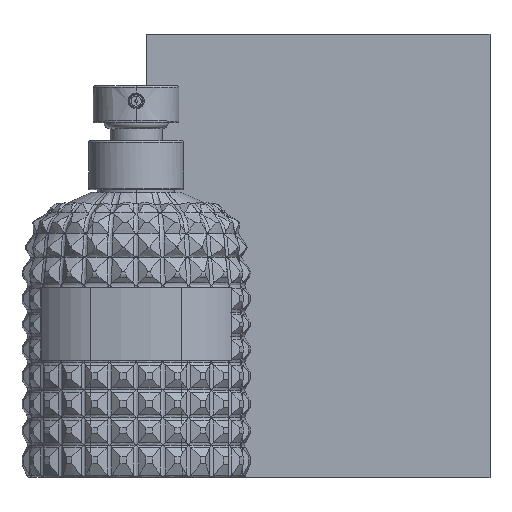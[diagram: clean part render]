
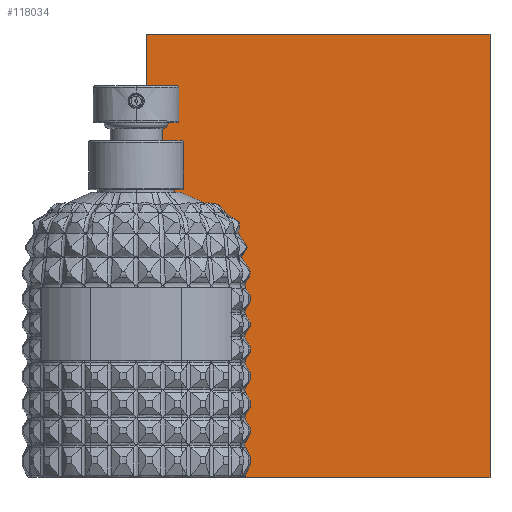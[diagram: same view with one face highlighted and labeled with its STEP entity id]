
A CAD part, top view. The second image highlights one B-rep face of the part: STEP entity #118034.
In plain terms, the highlighted free-form (B-spline) face has degree [1, 1] with [2, 2] control points.
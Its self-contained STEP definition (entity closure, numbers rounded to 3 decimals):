
#118005 = VERTEX_POINT('',#118006);
#118006 = CARTESIAN_POINT('',(46.311,0.,-49.21));
#118011 = EDGE_CURVE('',#118012,#118005,#118014,.T.);
#118012 = VERTEX_POINT('',#118013);
#118013 = CARTESIAN_POINT('',(46.311,164.869,
    -49.21));
#118014 = B_SPLINE_CURVE_WITH_KNOTS('',1,(#118015,#118016),
  .UNSPECIFIED.,.F.,.F.,(2,2),(-0.,145.),.PIECEWISE_BEZIER_KNOTS.);
#118015 = CARTESIAN_POINT('',(46.311,164.869,
    -49.21));
#118016 = CARTESIAN_POINT('',(46.311,0.,-49.21));
#118034 = ADVANCED_FACE('',(#118035),#118057,.F.);
#118035 = FACE_BOUND('',#118036,.T.);
#118036 = EDGE_LOOP('',(#118037,#118044,#118051,#118056));
#118037 = ORIENTED_EDGE('',*,*,#118038,.T.);
#118038 = EDGE_CURVE('',#118005,#118039,#118041,.T.);
#118039 = VERTEX_POINT('',#118040);
#118040 = CARTESIAN_POINT('',(174.227,0.,-49.21));
#118041 = B_SPLINE_CURVE_WITH_KNOTS('',1,(#118042,#118043),
  .UNSPECIFIED.,.F.,.F.,(2,2),(0.,112.5),.PIECEWISE_BEZIER_KNOTS.);
#118042 = CARTESIAN_POINT('',(46.311,0.,-49.21));
#118043 = CARTESIAN_POINT('',(174.227,0.,-49.21));
#118044 = ORIENTED_EDGE('',*,*,#118045,.F.);
#118045 = EDGE_CURVE('',#118046,#118039,#118048,.T.);
#118046 = VERTEX_POINT('',#118047);
#118047 = CARTESIAN_POINT('',(174.227,164.869,
    -49.21));
#118048 = B_SPLINE_CURVE_WITH_KNOTS('',1,(#118049,#118050),
  .UNSPECIFIED.,.F.,.F.,(2,2),(-0.,145.),.PIECEWISE_BEZIER_KNOTS.);
#118049 = CARTESIAN_POINT('',(174.227,164.869,
    -49.21));
#118050 = CARTESIAN_POINT('',(174.227,0.,-49.21));
#118051 = ORIENTED_EDGE('',*,*,#118052,.F.);
#118052 = EDGE_CURVE('',#118012,#118046,#118053,.T.);
#118053 = B_SPLINE_CURVE_WITH_KNOTS('',1,(#118054,#118055),
  .UNSPECIFIED.,.F.,.F.,(2,2),(0.,112.5),.PIECEWISE_BEZIER_KNOTS.);
#118054 = CARTESIAN_POINT('',(46.311,164.869,
    -49.21));
#118055 = CARTESIAN_POINT('',(174.227,164.869,
    -49.21));
#118056 = ORIENTED_EDGE('',*,*,#118011,.T.);
#118057 = B_SPLINE_SURFACE_WITH_KNOTS('',1,1,(
    (#118058,#118059)
    ,(#118060,#118061
    )),.UNSPECIFIED.,.F.,.F.,.F.,(2,2),(2,2),(-112.5,0.),(-145.,0.),
  .PIECEWISE_BEZIER_KNOTS.);
#118058 = CARTESIAN_POINT('',(174.227,0.,-49.21));
#118059 = CARTESIAN_POINT('',(174.227,164.869,
    -49.21));
#118060 = CARTESIAN_POINT('',(46.311,0.,-49.21));
#118061 = CARTESIAN_POINT('',(46.311,164.869,
    -49.21));
